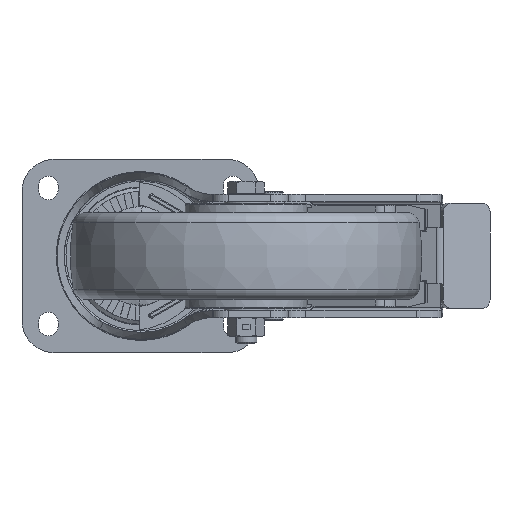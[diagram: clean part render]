
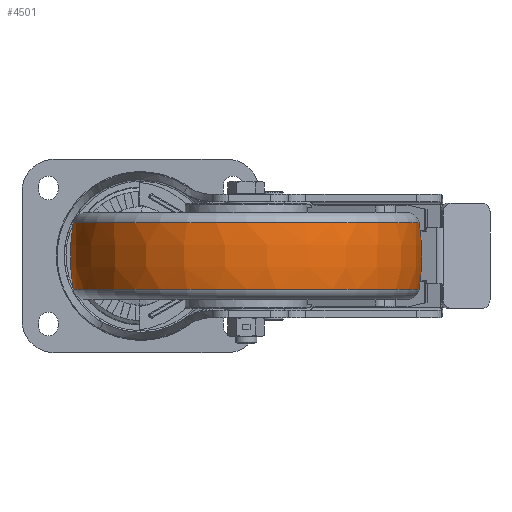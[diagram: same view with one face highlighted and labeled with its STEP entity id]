
A CAD part, front view. The second image highlights one B-rep face of the part: STEP entity #4501.
In plain terms, the highlighted toroidal (fillet/blend) face has major radius 10 mm and minor radius 110 mm.
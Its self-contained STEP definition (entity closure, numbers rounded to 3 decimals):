
#2146 = DIRECTION ( 'NONE',  ( 0., 0., -1. ) ) ;
#4419 = ORIENTED_EDGE ( 'NONE', *, *, #52542, .T. ) ;
#4501 = ADVANCED_FACE ( 'NONE', ( #39278 ), #39236, .T. ) ;
#5848 = VERTEX_POINT ( 'NONE', #47541 ) ;
#7566 = DIRECTION ( 'NONE',  ( 0., 1., 0. ) ) ;
#8530 = AXIS2_PLACEMENT_3D ( 'NONE', #20159, #24668, #56557 ) ;
#8728 = EDGE_LOOP ( 'NONE', ( #9250, #56243, #4419, #43078 ) ) ;
#9250 = ORIENTED_EDGE ( 'NONE', *, *, #48630, .F. ) ;
#9404 = VERTEX_POINT ( 'NONE', #38215 ) ;
#10922 = DIRECTION ( 'NONE',  ( 0., -1., 0. ) ) ;
#12739 = AXIS2_PLACEMENT_3D ( 'NONE', #43588, #7566, #29617 ) ;
#15205 = CIRCLE ( 'NONE', #22600, 98.372 ) ;
#15609 = EDGE_CURVE ( 'NONE', #33858, #9404, #35051, .T. ) ;
#15824 = DIRECTION ( 'NONE',  ( -1., 0., 0. ) ) ;
#20159 = CARTESIAN_POINT ( 'NONE',  ( 60., -145., -18.854 ) ) ;
#22600 = AXIS2_PLACEMENT_3D ( 'NONE', #43598, #25040, #34063 ) ;
#23704 = CIRCLE ( 'NONE', #33357, 110. ) ;
#24668 = DIRECTION ( 'NONE',  ( 0., 0., -1. ) ) ;
#25040 = DIRECTION ( 'NONE',  ( 0., 0., -1. ) ) ;
#27152 = EDGE_CURVE ( 'NONE', #58727, #5848, #15205, .T. ) ;
#29617 = DIRECTION ( 'NONE',  ( -1., 0., 0. ) ) ;
#29783 = CARTESIAN_POINT ( 'NONE',  ( 70., -144.999, 0. ) ) ;
#33357 = AXIS2_PLACEMENT_3D ( 'NONE', #29783, #10922, #38378 ) ;
#33858 = VERTEX_POINT ( 'NONE', #38210 ) ;
#34063 = DIRECTION ( 'NONE',  ( -1., 0., 0. ) ) ;
#35051 = CIRCLE ( 'NONE', #8530, 98.372 ) ;
#36712 = CARTESIAN_POINT ( 'NONE',  ( 158.372, -144.993, 18.854 ) ) ;
#38210 = CARTESIAN_POINT ( 'NONE',  ( 158.372, -144.993, -18.854 ) ) ;
#38215 = CARTESIAN_POINT ( 'NONE',  ( -38.372, -145.007, -18.854 ) ) ;
#38378 = DIRECTION ( 'NONE',  ( 1., 0., 0. ) ) ;
#39236 = TOROIDAL_SURFACE ( 'NONE', #45238, -10., 110. ) ;
#39278 = FACE_OUTER_BOUND ( 'NONE', #8728, .T. ) ;
#43078 = ORIENTED_EDGE ( 'NONE', *, *, #15609, .F. ) ;
#43588 = CARTESIAN_POINT ( 'NONE',  ( 50., -145., 0. ) ) ;
#43598 = CARTESIAN_POINT ( 'NONE',  ( 60., -145., 18.854 ) ) ;
#45238 = AXIS2_PLACEMENT_3D ( 'NONE', #47423, #2146, #15824 ) ;
#47423 = CARTESIAN_POINT ( 'NONE',  ( 60., -145., 0. ) ) ;
#47541 = CARTESIAN_POINT ( 'NONE',  ( -38.372, -145.007, 18.854 ) ) ;
#48630 = EDGE_CURVE ( 'NONE', #58727, #33858, #52103, .T. ) ;
#52103 = CIRCLE ( 'NONE', #12739, 110. ) ;
#52542 = EDGE_CURVE ( 'NONE', #5848, #9404, #23704, .T. ) ;
#56243 = ORIENTED_EDGE ( 'NONE', *, *, #27152, .T. ) ;
#56557 = DIRECTION ( 'NONE',  ( -1., 0., 0. ) ) ;
#58727 = VERTEX_POINT ( 'NONE', #36712 ) ;
